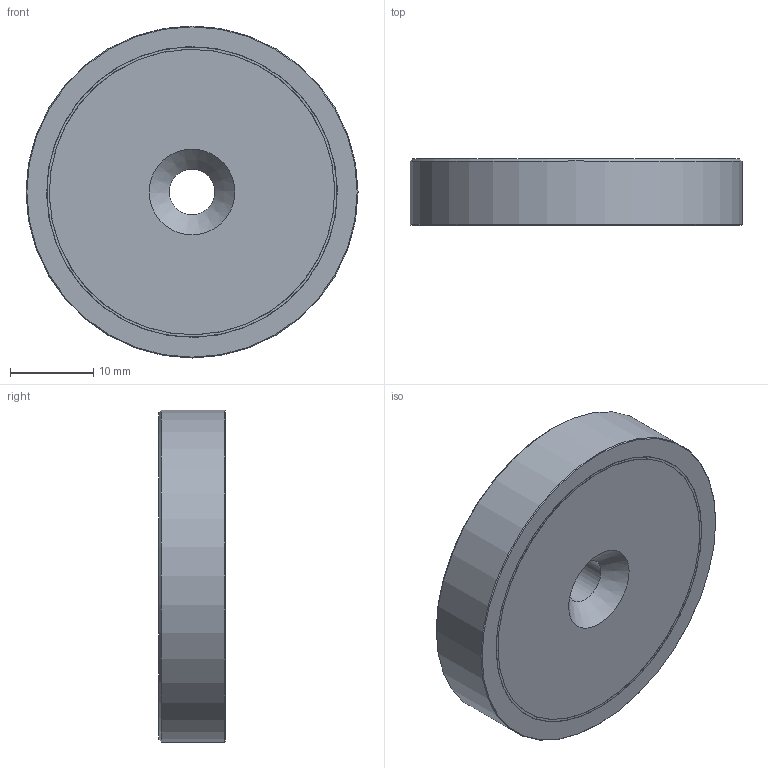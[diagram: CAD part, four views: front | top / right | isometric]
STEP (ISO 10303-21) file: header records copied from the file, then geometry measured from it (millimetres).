
FILE_DESCRIPTION(/* description */ (''),/* implementation_level */ '2;1');
FILE_NAME(/* name */ 'GM17429 -.stp',/* time_stamp */ '2019-09-30T15:02:24+02:00',/* author */ ('PV'),/* organization */ (''),/* preprocessor_version */ 'ST-DEVELOPER v17.2',/* originating_system */ 'Autodesk Inventor 2019',/* authorisation */ '');
FILE_SCHEMA (('AUTOMOTIVE_DESIGN { 1 0 10303 214 3 1 1 }'));
Length unit declared in the file: millimetre
Products named in the file (4): GM17429; E0121380; E0121382; E0121381
Assembly tree (3 placements, depth 2):
  GM17429
    E0121380
    E0121382
    E0121381
Bounding box: 40 x 8 x 40 mm (x, y, z)
Volume: 9792.5 mm3; surface area: 8056 mm2
Topology: 3 solids, 3 shells, 17 faces, 34 edges, 24 vertices
Faces by surface type: cylinder 7, plane 7, cone 3
Full cylindrical faces by diameter (mm): 5.5 x2, 34.4 x2, 35 x2, 40 x1
Entity records: 624 total; most frequent: DIRECTION 106, CARTESIAN_POINT 82, ORIENTED_EDGE 68, AXIS2_PLACEMENT_3D 48, EDGE_CURVE 34, EDGE_LOOP 24, CIRCLE 24, VERTEX_POINT 24
